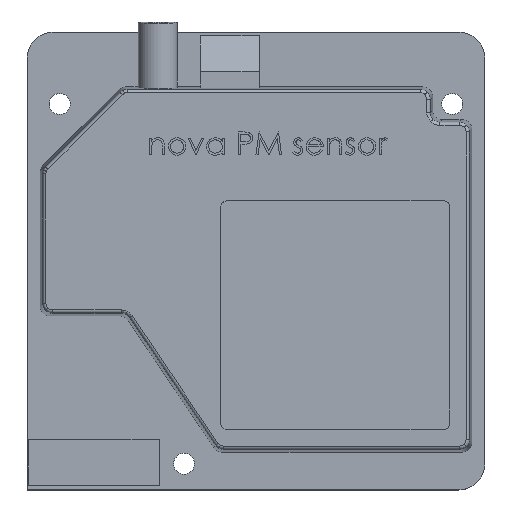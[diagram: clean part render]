
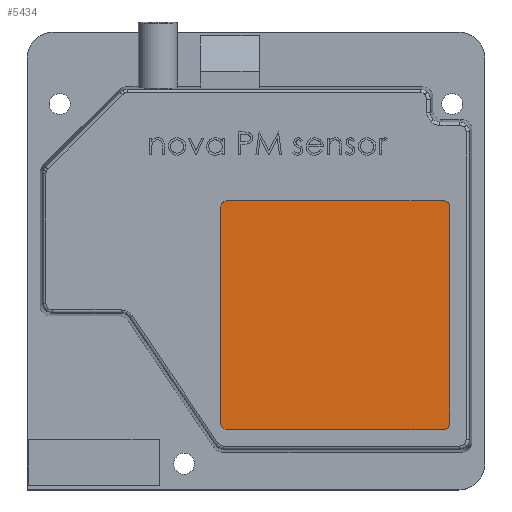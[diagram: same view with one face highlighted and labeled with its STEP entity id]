
A CAD part, top view. The second image highlights one B-rep face of the part: STEP entity #5434.
In plain terms, the highlighted planar face has unit normal (0, 0, 1).
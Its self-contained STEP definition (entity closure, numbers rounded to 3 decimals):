
#245=PLANE('',#5726);
#756=FACE_OUTER_BOUND('',#1076,.T.);
#1076=EDGE_LOOP('',(#4637,#4638,#4639,#4640,#4641,#4642,#4643,#4644));
#1502=LINE('',#13139,#1942);
#1504=LINE('',#13144,#1944);
#1507=LINE('',#13150,#1947);
#1510=LINE('',#13156,#1950);
#1942=VECTOR('',#6620,1000.);
#1944=VECTOR('',#6624,1000.);
#1947=VECTOR('',#6629,1000.);
#1950=VECTOR('',#6634,1000.);
#2072=CIRCLE('',#5727,1.);
#2073=CIRCLE('',#5728,1.);
#2074=CIRCLE('',#5729,1.);
#2075=CIRCLE('',#5730,1.);
#2542=VERTEX_POINT('',#13136);
#2543=VERTEX_POINT('',#13138);
#2544=VERTEX_POINT('',#13142);
#2545=VERTEX_POINT('',#13143);
#2546=VERTEX_POINT('',#13148);
#2547=VERTEX_POINT('',#13149);
#2548=VERTEX_POINT('',#13154);
#2549=VERTEX_POINT('',#13155);
#3247=EDGE_CURVE('',#2543,#2542,#1502,.T.);
#3249=EDGE_CURVE('',#2544,#2545,#1504,.T.);
#3252=EDGE_CURVE('',#2546,#2547,#1507,.T.);
#3255=EDGE_CURVE('',#2548,#2549,#1510,.T.);
#3258=EDGE_CURVE('',#2542,#2544,#2072,.T.);
#3259=EDGE_CURVE('',#2545,#2546,#2073,.T.);
#3260=EDGE_CURVE('',#2547,#2548,#2074,.T.);
#3261=EDGE_CURVE('',#2549,#2543,#2075,.T.);
#4637=ORIENTED_EDGE('',*,*,#3247,.T.);
#4638=ORIENTED_EDGE('',*,*,#3258,.T.);
#4639=ORIENTED_EDGE('',*,*,#3249,.T.);
#4640=ORIENTED_EDGE('',*,*,#3259,.T.);
#4641=ORIENTED_EDGE('',*,*,#3252,.T.);
#4642=ORIENTED_EDGE('',*,*,#3260,.T.);
#4643=ORIENTED_EDGE('',*,*,#3255,.T.);
#4644=ORIENTED_EDGE('',*,*,#3261,.T.);
#5434=ADVANCED_FACE('',(#756),#245,.T.);
#5726=AXIS2_PLACEMENT_3D('',#13159,#6637,#6638);
#5727=AXIS2_PLACEMENT_3D('',#13160,#6639,#6640);
#5728=AXIS2_PLACEMENT_3D('',#13161,#6641,#6642);
#5729=AXIS2_PLACEMENT_3D('',#13162,#6643,#6644);
#5730=AXIS2_PLACEMENT_3D('',#13163,#6645,#6646);
#6620=DIRECTION('',(0.,-1.,0.));
#6624=DIRECTION('',(1.,0.,0.));
#6629=DIRECTION('',(0.,1.,0.));
#6634=DIRECTION('',(-1.,0.,0.));
#6637=DIRECTION('center_axis',(0.,0.,1.));
#6638=DIRECTION('ref_axis',(1.,0.,0.));
#6639=DIRECTION('center_axis',(0.,0.,1.));
#6640=DIRECTION('ref_axis',(1.,0.,0.));
#6641=DIRECTION('center_axis',(0.,0.,1.));
#6642=DIRECTION('ref_axis',(1.,0.,0.));
#6643=DIRECTION('center_axis',(0.,0.,1.));
#6644=DIRECTION('ref_axis',(1.,0.,0.));
#6645=DIRECTION('center_axis',(0.,0.,1.));
#6646=DIRECTION('ref_axis',(1.,0.,0.));
#13136=CARTESIAN_POINT('',(-5.395,-24.805,21.7));
#13138=CARTESIAN_POINT('',(-5.395,8.195,21.7));
#13139=CARTESIAN_POINT('',(-5.395,-25.805,21.7));
#13142=CARTESIAN_POINT('',(-4.395,-25.805,21.7));
#13143=CARTESIAN_POINT('',(28.605,-25.805,21.7));
#13144=CARTESIAN_POINT('',(29.605,-25.805,21.7));
#13148=CARTESIAN_POINT('',(29.605,-24.805,21.7));
#13149=CARTESIAN_POINT('',(29.605,8.195,21.7));
#13150=CARTESIAN_POINT('',(29.605,-25.805,21.7));
#13154=CARTESIAN_POINT('',(28.605,9.195,21.7));
#13155=CARTESIAN_POINT('',(-4.395,9.195,21.7));
#13156=CARTESIAN_POINT('',(29.605,9.195,21.7));
#13159=CARTESIAN_POINT('Origin',(0.,0.,21.7));
#13160=CARTESIAN_POINT('Origin',(-4.395,-24.805,21.7));
#13161=CARTESIAN_POINT('Origin',(28.605,-24.805,21.7));
#13162=CARTESIAN_POINT('Origin',(28.605,8.195,21.7));
#13163=CARTESIAN_POINT('Origin',(-4.395,8.195,21.7));
